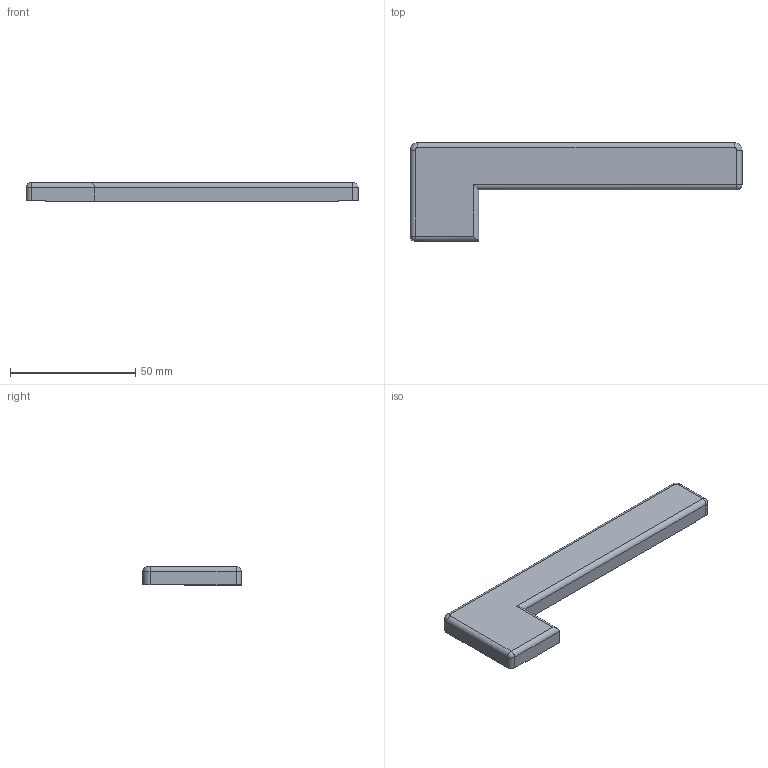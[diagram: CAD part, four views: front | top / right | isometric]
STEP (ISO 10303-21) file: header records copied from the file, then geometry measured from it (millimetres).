
FILE_DESCRIPTION(('HOOPS Exchange Step'),'2;1');
FILE_NAME('temp_export','2025-07-06T11:09:27+09:00',('chuns'),('Shapr3D Limited'),'HOOPS Exchange 2024.8','Shapr3D','Authorized');
FILE_SCHEMA( ('AP242_MANAGED_MODEL_BASED_3D_ENGINEERING_MIM_LF {1 0 10303 442 1 1 4}') );
Length unit declared in the file: millimetre
Products named in the file (3): bottomplate; right; root
Assembly tree (2 placements, depth 3):
  root
    right
      bottomplate
Bounding box: 132.73 x 39.35 x 7.5 mm (x, y, z)
Volume: 8549.5 mm3; surface area: 10273.2 mm2
Topology: 1 solids, 1 shells, 42 faces, 106 edges, 68 vertices
Faces by surface type: plane 24, cylinder 14, torus 2, sphere 2
Full cylindrical faces by diameter (mm): 2.2 x4
Entity records: 1338 total; most frequent: DIRECTION 236, CARTESIAN_POINT 220, ORIENTED_EDGE 208, EDGE_CURVE 104, AXIS2_PLACEMENT_3D 84, VERTEX_POINT 68, VECTOR 68, LINE 68
